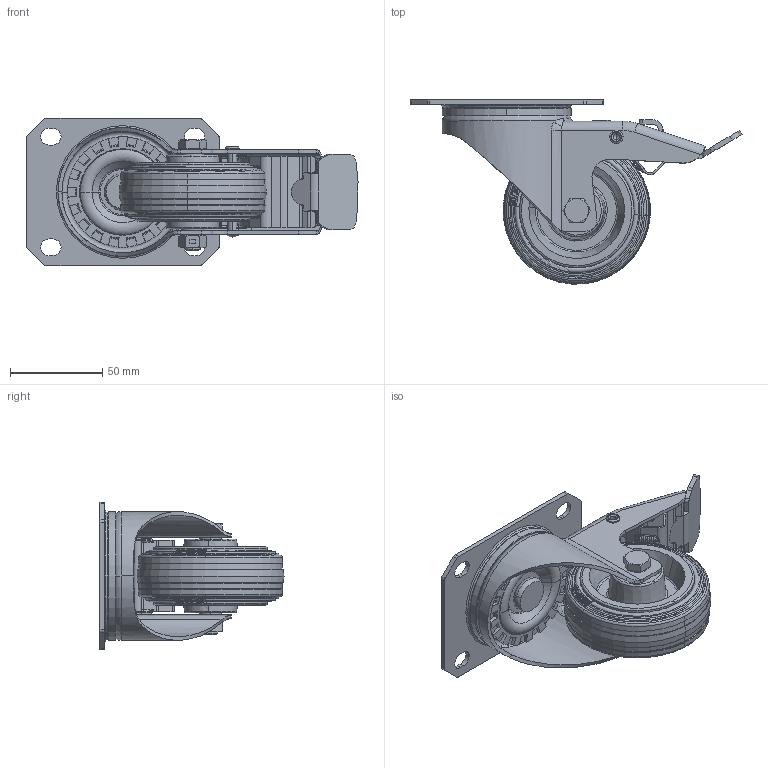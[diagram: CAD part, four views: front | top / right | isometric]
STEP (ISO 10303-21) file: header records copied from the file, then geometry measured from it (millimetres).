
FILE_DESCRIPTION (( 'STEP AP214' ), '1' );
FILE_NAME ('0056288.step', '2023-12-08T08:02:23', ( '' ), ( '' ), 'SwSTEP 2.0', 'SolidWorks 2020', '' );
FILE_SCHEMA (( 'AUTOMOTIVE_DESIGN' ));
Length unit declared in the file: millimetre
Products named in the file (1): 0056288
Bounding box: 180.21 x 99.89 x 80 mm (x, y, z)
Volume: 206196.6 mm3; surface area: 110814 mm2
Topology: 9 solids, 9 shells, 1540 faces, 4033 edges, 2546 vertices
Faces by surface type: plane 469, bspline 396, cylinder 352, torus 177, cone 142, sphere 4
Entity records: 78967 total; most frequent: CARTESIAN_POINT 26378, ORIENTED_EDGE 8034, DIRECTION 6652, EDGE_CURVE 4017, VERTEX_POINT 2546, AXIS2_PLACEMENT_3D 2532, EDGE_LOOP 1629, LINE 1588
